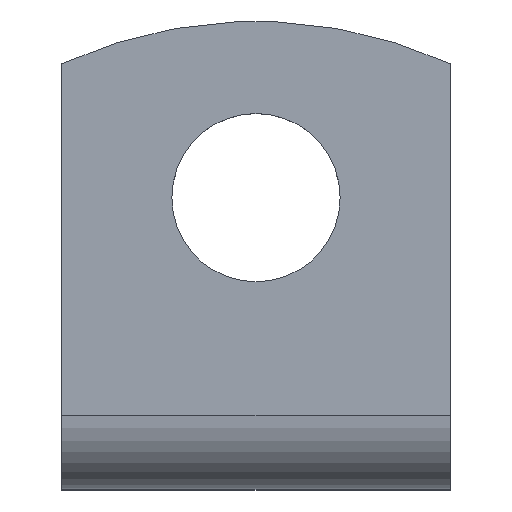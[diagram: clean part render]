
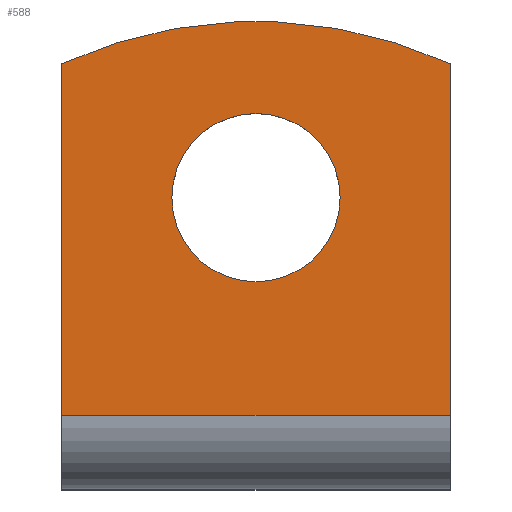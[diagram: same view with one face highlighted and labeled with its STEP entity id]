
A CAD part, top view. The second image highlights one B-rep face of the part: STEP entity #588.
In plain terms, the highlighted planar face has unit normal (0, 0, 1).
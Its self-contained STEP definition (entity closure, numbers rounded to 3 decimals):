
#33 = ORIENTED_EDGE ( 'NONE', *, *, #403, .F. ) ;
#34 = CIRCLE ( 'NONE', #136, 9.53 ) ;
#38 = VERTEX_POINT ( 'NONE', #565 ) ;
#44 = DIRECTION ( 'NONE',  ( 0., -1., 0. ) ) ;
#48 = VECTOR ( 'NONE', #677, 1000. ) ;
#54 = CARTESIAN_POINT ( 'NONE',  ( 0., 5.94, 10.72 ) ) ;
#68 = LINE ( 'NONE', #416, #453 ) ;
#87 = DIRECTION ( 'NONE',  ( -1., 0., 0. ) ) ;
#100 = CARTESIAN_POINT ( 'NONE',  ( 3.96, 1.5, 10.72 ) ) ;
#108 = ORIENTED_EDGE ( 'NONE', *, *, #200, .F. ) ;
#122 = FACE_OUTER_BOUND ( 'NONE', #405, .T. ) ;
#130 = DIRECTION ( 'NONE',  ( -1., 0., 0. ) ) ;
#136 = AXIS2_PLACEMENT_3D ( 'NONE', #255, #622, #87 ) ;
#147 = DIRECTION ( 'NONE',  ( 0., 0., -1. ) ) ;
#176 = DIRECTION ( 'NONE',  ( 0., 0., -1. ) ) ;
#178 = VERTEX_POINT ( 'NONE', #448 ) ;
#184 = LINE ( 'NONE', #360, #616 ) ;
#200 = EDGE_CURVE ( 'NONE', #596, #38, #213, .T. ) ;
#201 = AXIS2_PLACEMENT_3D ( 'NONE', #54, #376, #591 ) ;
#206 = CARTESIAN_POINT ( 'NONE',  ( 0., 5.94, 10.72 ) ) ;
#211 = CARTESIAN_POINT ( 'NONE',  ( 0.436, 9.52, 10.72 ) ) ;
#213 = CIRCLE ( 'NONE', #552, 9.53 ) ;
#224 = ORIENTED_EDGE ( 'NONE', *, *, #238, .T. ) ;
#232 = CARTESIAN_POINT ( 'NONE',  ( 3.96, 1.5, 10.72 ) ) ;
#238 = EDGE_CURVE ( 'NONE', #663, #38, #68, .T. ) ;
#251 = VERTEX_POINT ( 'NONE', #519 ) ;
#255 = CARTESIAN_POINT ( 'NONE',  ( 0., 0., 10.72 ) ) ;
#267 = AXIS2_PLACEMENT_3D ( 'NONE', #566, #147, #473 ) ;
#273 = DIRECTION ( 'NONE',  ( 0., 0., -1. ) ) ;
#274 = EDGE_CURVE ( 'NONE', #531, #610, #383, .T. ) ;
#288 = ORIENTED_EDGE ( 'NONE', *, *, #625, .T. ) ;
#293 = EDGE_CURVE ( 'NONE', #251, #178, #479, .T. ) ;
#303 = FACE_BOUND ( 'NONE', #427, .T. ) ;
#310 = DIRECTION ( 'NONE',  ( -1., 0., 0. ) ) ;
#321 = ORIENTED_EDGE ( 'NONE', *, *, #558, .F. ) ;
#360 = CARTESIAN_POINT ( 'NONE',  ( -3.96, 1.5, 10.72 ) ) ;
#364 = VECTOR ( 'NONE', #130, 1000. ) ;
#376 = DIRECTION ( 'NONE',  ( 0., 0., -1. ) ) ;
#383 = LINE ( 'NONE', #411, #48 ) ;
#392 = CARTESIAN_POINT ( 'NONE',  ( 0., 0., 10.72 ) ) ;
#403 = EDGE_CURVE ( 'NONE', #610, #444, #509, .T. ) ;
#405 = EDGE_LOOP ( 'NONE', ( #108, #288, #33, #683, #321, #224 ) ) ;
#411 = CARTESIAN_POINT ( 'NONE',  ( 3.96, 1.5, 10.72 ) ) ;
#416 = CARTESIAN_POINT ( 'NONE',  ( 3.96, 9.52, 10.72 ) ) ;
#427 = EDGE_LOOP ( 'NONE', ( #555, #506 ) ) ;
#444 = VERTEX_POINT ( 'NONE', #447 ) ;
#447 = CARTESIAN_POINT ( 'NONE',  ( -3.96, 1.5, 10.72 ) ) ;
#448 = CARTESIAN_POINT ( 'NONE',  ( -1.715, 5.94, 10.72 ) ) ;
#453 = VECTOR ( 'NONE', #310, 1000. ) ;
#467 = CARTESIAN_POINT ( 'NONE',  ( 3.96, 8.668, 10.72 ) ) ;
#473 = DIRECTION ( 'NONE',  ( -1., 0., 0. ) ) ;
#479 = CIRCLE ( 'NONE', #629, 1.715 ) ;
#506 = ORIENTED_EDGE ( 'NONE', *, *, #293, .T. ) ;
#509 = LINE ( 'NONE', #232, #364 ) ;
#514 = DIRECTION ( 'NONE',  ( -1., 0., 0. ) ) ;
#519 = CARTESIAN_POINT ( 'NONE',  ( 1.715, 5.94, 10.72 ) ) ;
#528 = CARTESIAN_POINT ( 'NONE',  ( -3.96, 8.668, 10.72 ) ) ;
#531 = VERTEX_POINT ( 'NONE', #467 ) ;
#552 = AXIS2_PLACEMENT_3D ( 'NONE', #392, #176, #514 ) ;
#555 = ORIENTED_EDGE ( 'NONE', *, *, #635, .T. ) ;
#558 = EDGE_CURVE ( 'NONE', #663, #531, #34, .T. ) ;
#565 = CARTESIAN_POINT ( 'NONE',  ( -0.436, 9.52, 10.72 ) ) ;
#566 = CARTESIAN_POINT ( 'NONE',  ( 3.96, 1.5, 10.72 ) ) ;
#572 = PLANE ( 'NONE',  #267 ) ;
#588 = ADVANCED_FACE ( 'NONE', ( #303, #122 ), #572, .F. ) ;
#591 = DIRECTION ( 'NONE',  ( -1., 0., 0. ) ) ;
#596 = VERTEX_POINT ( 'NONE', #528 ) ;
#597 = CIRCLE ( 'NONE', #201, 1.715 ) ;
#610 = VERTEX_POINT ( 'NONE', #100 ) ;
#616 = VECTOR ( 'NONE', #44, 1000. ) ;
#622 = DIRECTION ( 'NONE',  ( 0., 0., -1. ) ) ;
#625 = EDGE_CURVE ( 'NONE', #596, #444, #184, .T. ) ;
#629 = AXIS2_PLACEMENT_3D ( 'NONE', #206, #273, #640 ) ;
#635 = EDGE_CURVE ( 'NONE', #178, #251, #597, .T. ) ;
#640 = DIRECTION ( 'NONE',  ( -1., 0., 0. ) ) ;
#663 = VERTEX_POINT ( 'NONE', #211 ) ;
#677 = DIRECTION ( 'NONE',  ( 0., -1., 0. ) ) ;
#683 = ORIENTED_EDGE ( 'NONE', *, *, #274, .F. ) ;
